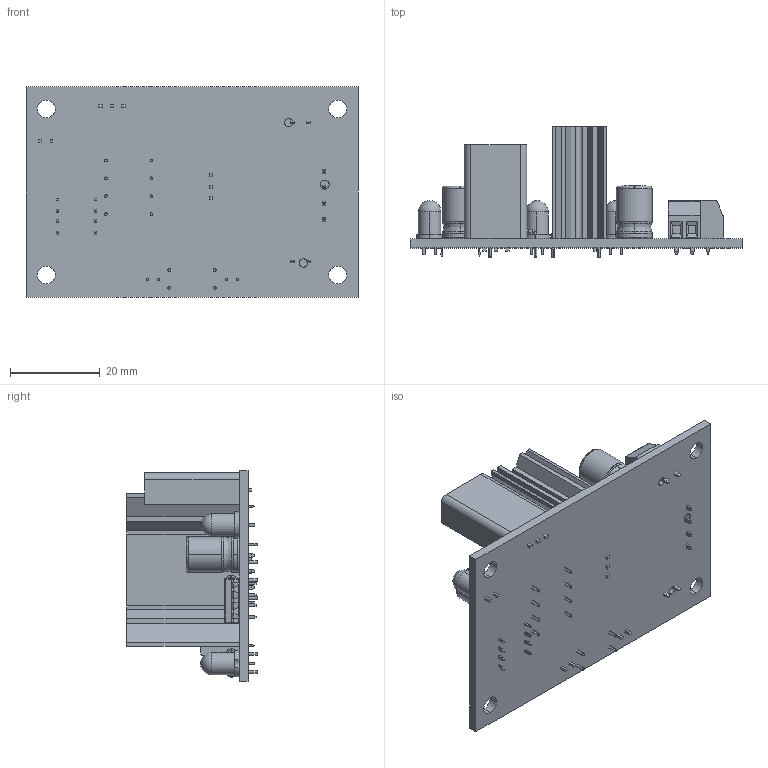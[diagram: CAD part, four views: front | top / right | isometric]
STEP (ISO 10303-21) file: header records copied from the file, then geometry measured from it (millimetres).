
FILE_DESCRIPTION (( 'STEP AP214' ), '1' );
FILE_NAME ('CCM6N PWM DC 6V 12V 24V 6A Motor Speed Kontroller.STEP', '2013-12-08T15:20:09', ( '' ), ( '' ), 'SwSTEP 2.0', 'SolidWorks 2012', '' );
FILE_SCHEMA (( 'AUTOMOTIVE_DESIGN' ));
Length unit declared in the file: millimetre
Products named in the file (13): het; heat sink; 1ko; 100 uF Capacitor - Assmebly; 100 uF Capacitor - Plastic Outer; 100 uF Capacitor - Capacitor; led orjinal green_Varsayilan; NE555; led orjinal_Varsayilan; power_transistor; molex 2x; CCM6N; CCM6N PWM DC 6V 12V 24V 6A Motor Speed Kontroller
Assembly tree (23 placements, depth 3):
  CCM6N PWM DC 6V 12V 24V 6A Motor Speed Kontroller
    CCM6N
    molex 2x  x4
    power_transistor  x2
    led orjinal_Varsayilan  x2
    NE555
    led orjinal green_Varsayilan
    100 uF Capacitor - Assmebly  x2
      100 uF Capacitor - Capacitor
      100 uF Capacitor - Plastic Outer
    1ko  x6
    heat sink
    het
Bounding box: 74 x 29 x 47 mm (x, y, z)
Volume: 15314.9 mm3; surface area: 20481.2 mm2
Topology: 23 solids, 26 shells, 1393 faces, 3344 edges, 2095 vertices
Faces by surface type: plane 722, cylinder 392, torus 162, bspline 89, cone 22, sphere 6
Entity records: 23891 total; most frequent: CARTESIAN_POINT 4619, ORIENTED_EDGE 3238, DIRECTION 3184, EDGE_CURVE 1619, VECTOR 1138, LINE 1138, VERTEX_POINT 1029, AXIS2_PLACEMENT_3D 1023
